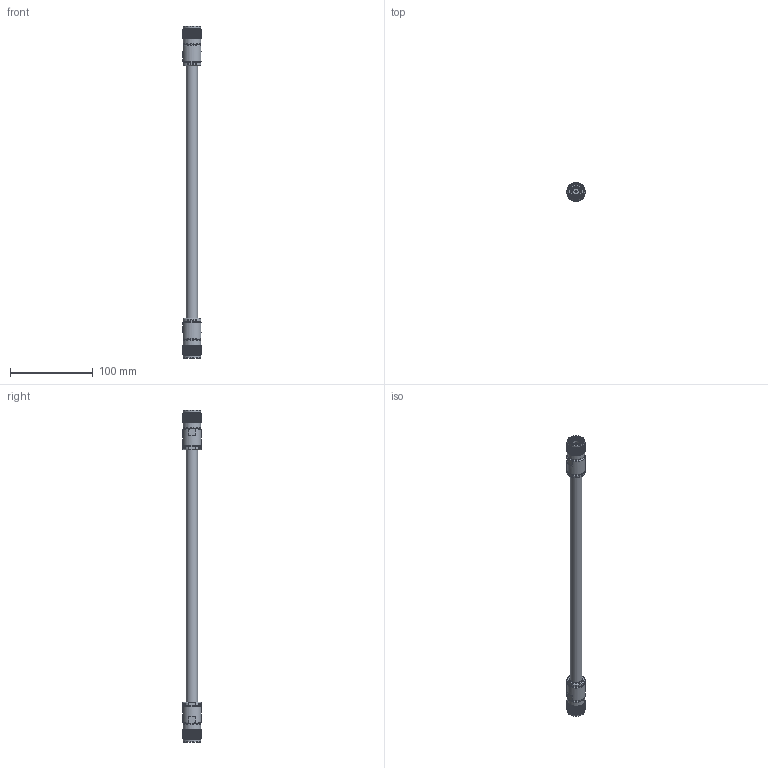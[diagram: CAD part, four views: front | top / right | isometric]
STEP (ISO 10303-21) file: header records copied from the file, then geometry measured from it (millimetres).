
FILE_DESCRIPTION (( 'STEP AP203' ), '1' );
FILE_NAME ('PE33370_3D.step', '2020-08-04T22:02:51', ( '' ), ( '' ), 'SwSTEP 2.0', 'SolidWorks 2018', '' );
FILE_SCHEMA (( 'CONFIG_CONTROL_DESIGN' ));
Length unit declared in the file: metre
Products named in the file (3): Coax Cable^PE33370_RG217U; PE4475^PE33370; PE33370_3D
Assembly tree (3 placements, depth 2):
  PE33370_3D
    Coax Cable^PE33370_RG217U
    PE4475^PE33370  x2
Bounding box: 22.23 x 22.23 x 400.42 mm (x, y, z)
Volume: 71576.4 mm3; surface area: 29524.1 mm2
Topology: 3 solids, 3 shells, 4519 faces, 9595 edges, 5104 vertices
Faces by surface type: bspline 3462, cylinder 917, plane 100, cone 36, torus 4
Full cylindrical faces by diameter (mm): 1.593 x2, 2.54 x2, 7.874 x2, 12.954 x2, 13.843 x1, 13.97 x2, 14.529 x2, 16.928 x2, 18.439 x2, 20.923 x4, 22.225 x2
Entity records: 98633 total; most frequent: CARTESIAN_POINT 69231, ORIENTED_EDGE 9532, EDGE_CURVE 4766, VERTEX_POINT 2544, EDGE_LOOP 2296, FACE_OUTER_BOUND 2275, ADVANCED_FACE 2261, B_SPLINE_CURVE_WITH_KNOTS 2042
